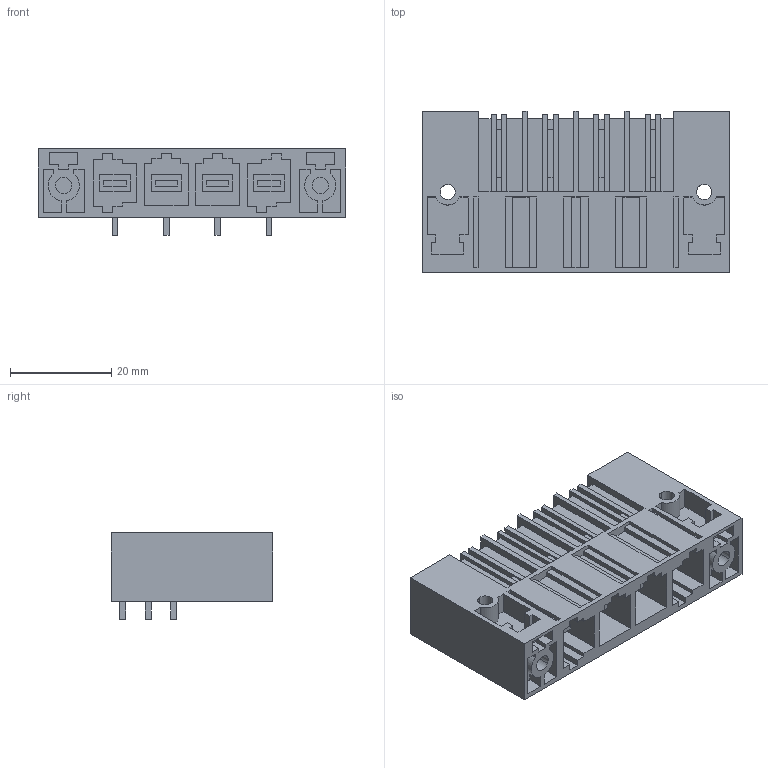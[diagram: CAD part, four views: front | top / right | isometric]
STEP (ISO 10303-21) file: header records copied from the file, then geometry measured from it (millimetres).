
FILE_DESCRIPTION(('CATIA V5 STEP Exchange','CAx-IF Rec.Pracs.--- Model Styling and Organization---1.2---2011-12-15'),'2;1');
FILE_NAME ('D1456678_0_1813590000_1813590000.stp','2018-03-07T11:41:20+00:00',('none'),('Weidmueller'),'CATIA Version 5-6 Release 2014','CATIA V5 STEP AP214','none');
FILE_SCHEMA(('AUTOMOTIVE_DESIGN { 1 0 10303 214 1 1 1 1 }'));
Length unit declared in the file: millimetre
Products named in the file (1): 1813590000
Bounding box: 60.96 x 32 x 17.1 mm (x, y, z)
Volume: 15235.4 mm3; surface area: 17027.5 mm2
Topology: 5 solids, 5 shells, 574 faces, 1633 edges, 1098 vertices
Faces by surface type: plane 531, cylinder 43
Entity records: 18017 total; most frequent: ORIENTED_EDGE 3266, CARTESIAN_POINT 3151, DIRECTION 2445, EDGE_CURVE 1633, VECTOR 1540, LINE 1540, VERTEX_POINT 1098, EDGE_LOOP 621
